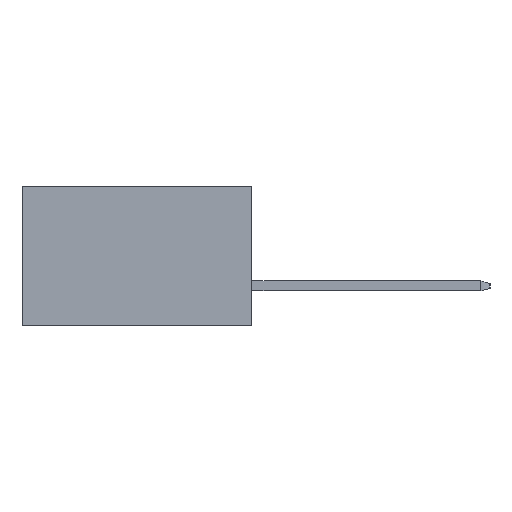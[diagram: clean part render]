
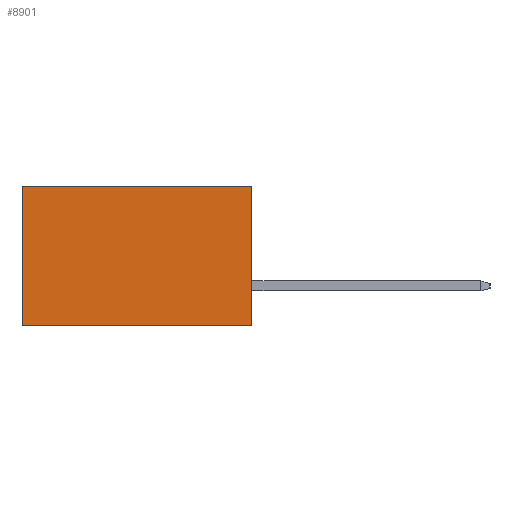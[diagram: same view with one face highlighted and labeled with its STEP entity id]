
A CAD part, left-side view. The second image highlights one B-rep face of the part: STEP entity #8901.
In plain terms, the highlighted planar face has unit normal (-1, 0, 0).
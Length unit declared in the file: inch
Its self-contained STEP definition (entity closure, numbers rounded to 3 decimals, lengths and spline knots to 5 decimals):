
#134 = CARTESIAN_POINT ( 'NONE',  ( 0.3205, 0., -0.437 ) ) ;
#241 = CARTESIAN_POINT ( 'NONE',  ( 0.3205, 0.72, 0. ) ) ;
#1472 = DIRECTION ( 'NONE',  ( 0., 0., -1. ) ) ;
#1999 = FACE_OUTER_BOUND ( 'NONE', #2553, .T. ) ;
#2015 = ORIENTED_EDGE ( 'NONE', *, *, #7308, .T. ) ;
#2301 = DIRECTION ( 'NONE',  ( 0., 1., 0. ) ) ;
#2553 = EDGE_LOOP ( 'NONE', ( #2015, #8999, #8453, #4864 ) ) ;
#2924 = LINE ( 'NONE', #134, #7296 ) ;
#2945 = EDGE_CURVE ( 'NONE', #4294, #6375, #2924, .T. ) ;
#3812 = DIRECTION ( 'NONE',  ( 0., 1., 0. ) ) ;
#4221 = DIRECTION ( 'NONE',  ( 1., 0., 0. ) ) ;
#4294 = VERTEX_POINT ( 'NONE', #4846 ) ;
#4767 = LINE ( 'NONE', #6283, #6203 ) ;
#4846 = CARTESIAN_POINT ( 'NONE',  ( 0.3205, 0., -0.437 ) ) ;
#4864 = ORIENTED_EDGE ( 'NONE', *, *, #5338, .T. ) ;
#4973 = CARTESIAN_POINT ( 'NONE',  ( 0.3205, 0., 0. ) ) ;
#4977 = LINE ( 'NONE', #6392, #7957 ) ;
#5073 = VECTOR ( 'NONE', #2301, 39.37008 ) ;
#5184 = CARTESIAN_POINT ( 'NONE',  ( 0.3205, 0., 0. ) ) ;
#5246 = AXIS2_PLACEMENT_3D ( 'NONE', #7819, #4221, #1472 ) ;
#5338 = EDGE_CURVE ( 'NONE', #6153, #8272, #8792, .T. ) ;
#6153 = VERTEX_POINT ( 'NONE', #4973 ) ;
#6203 = VECTOR ( 'NONE', #7583, 39.37008 ) ;
#6283 = CARTESIAN_POINT ( 'NONE',  ( 0.3205, 0., -0.437 ) ) ;
#6375 = VERTEX_POINT ( 'NONE', #6944 ) ;
#6392 = CARTESIAN_POINT ( 'NONE',  ( 0.3205, 0.72, -0.437 ) ) ;
#6840 = EDGE_CURVE ( 'NONE', #6153, #4294, #4767, .T. ) ;
#6944 = CARTESIAN_POINT ( 'NONE',  ( 0.3205, 0.72, -0.437 ) ) ;
#7296 = VECTOR ( 'NONE', #3812, 39.37008 ) ;
#7308 = EDGE_CURVE ( 'NONE', #8272, #6375, #4977, .T. ) ;
#7583 = DIRECTION ( 'NONE',  ( 0., 0., -1. ) ) ;
#7819 = CARTESIAN_POINT ( 'NONE',  ( 0.3205, 0., -0.437 ) ) ;
#7957 = VECTOR ( 'NONE', #8053, 39.37008 ) ;
#8053 = DIRECTION ( 'NONE',  ( 0., 0., -1. ) ) ;
#8272 = VERTEX_POINT ( 'NONE', #241 ) ;
#8453 = ORIENTED_EDGE ( 'NONE', *, *, #6840, .F. ) ;
#8792 = LINE ( 'NONE', #5184, #5073 ) ;
#8901 = ADVANCED_FACE ( 'NONE', ( #1999 ), #9183, .F. ) ;
#8999 = ORIENTED_EDGE ( 'NONE', *, *, #2945, .F. ) ;
#9183 = PLANE ( 'NONE',  #5246 ) ;
